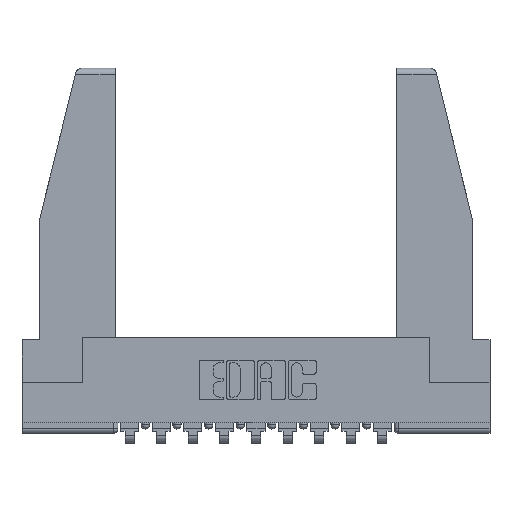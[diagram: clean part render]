
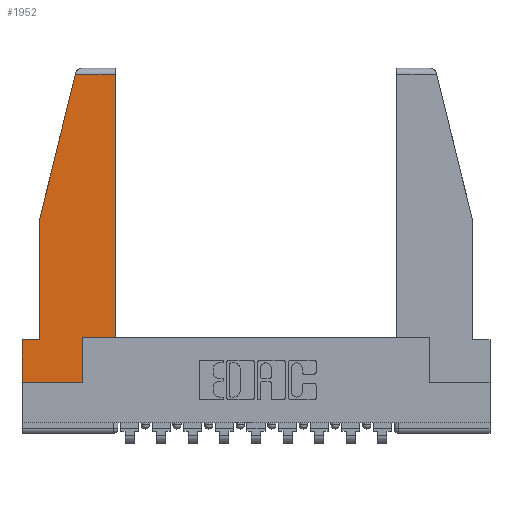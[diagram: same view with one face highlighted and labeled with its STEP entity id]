
A CAD part, top view. The second image highlights one B-rep face of the part: STEP entity #1952.
In plain terms, the highlighted planar face has unit normal (0, 0, 1).
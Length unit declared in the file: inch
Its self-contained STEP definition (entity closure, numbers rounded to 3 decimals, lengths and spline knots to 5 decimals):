
#9 = VERTEX_POINT ( 'NONE', #153 ) ;
#113 = EDGE_CURVE ( 'NONE', #12254, #12763, #5221, .T. ) ;
#153 = CARTESIAN_POINT ( 'NONE',  ( 0.086, 0.21, 0. ) ) ;
#278 = EDGE_CURVE ( 'NONE', #12763, #3728, #1692, .T. ) ;
#667 = EDGE_CURVE ( 'NONE', #9, #10415, #10773, .T. ) ;
#734 = CARTESIAN_POINT ( 'NONE',  ( 0.461, 0.223, 0. ) ) ;
#830 = LINE ( 'NONE', #12289, #11026 ) ;
#836 = DIRECTION ( 'NONE',  ( -0.239, -0.971, 0. ) ) ;
#918 = CARTESIAN_POINT ( 'NONE',  ( 0., 0., 0. ) ) ;
#1107 = EDGE_CURVE ( 'NONE', #6359, #12254, #6658, .T. ) ;
#1166 = VECTOR ( 'NONE', #11099, 39.37008 ) ;
#1273 = LINE ( 'NONE', #4521, #1774 ) ;
#1323 = EDGE_CURVE ( 'NONE', #3728, #9889, #5331, .T. ) ;
#1396 = CARTESIAN_POINT ( 'NONE',  ( 0.461, 0.223, 0. ) ) ;
#1651 = CARTESIAN_POINT ( 'NONE',  ( 0.271, 1.55, 0. ) ) ;
#1692 = LINE ( 'NONE', #1396, #1787 ) ;
#1712 = CARTESIAN_POINT ( 'NONE',  ( 0.297, 0., 0. ) ) ;
#1774 = VECTOR ( 'NONE', #11571, 39.37008 ) ;
#1787 = VECTOR ( 'NONE', #5115, 39.37008 ) ;
#1843 = ORIENTED_EDGE ( 'NONE', *, *, #5765, .T. ) ;
#1952 = ADVANCED_FACE ( 'NONE', ( #4364 ), #7026, .T. ) ;
#2358 = CARTESIAN_POINT ( 'NONE',  ( 0., 0.21, 0. ) ) ;
#2440 = CARTESIAN_POINT ( 'NONE',  ( 0.461, 1.52, 0. ) ) ;
#3244 = EDGE_LOOP ( 'NONE', ( #3299, #3577, #12745, #10023, #5487, #1843, #6593, #7016, #13628 ) ) ;
#3299 = ORIENTED_EDGE ( 'NONE', *, *, #278, .T. ) ;
#3577 = ORIENTED_EDGE ( 'NONE', *, *, #1323, .T. ) ;
#3728 = VERTEX_POINT ( 'NONE', #2440 ) ;
#4364 = FACE_OUTER_BOUND ( 'NONE', #3244, .T. ) ;
#4435 = CARTESIAN_POINT ( 'NONE',  ( 0.297, 0.223, 0. ) ) ;
#4467 = DIRECTION ( 'NONE',  ( 1., 0., 0. ) ) ;
#4521 = CARTESIAN_POINT ( 'NONE',  ( 0., 0.21, 0. ) ) ;
#5064 = VERTEX_POINT ( 'NONE', #9772 ) ;
#5075 = DIRECTION ( 'NONE',  ( 1., 0., 0. ) ) ;
#5115 = DIRECTION ( 'NONE',  ( 0., 1., 0. ) ) ;
#5221 = LINE ( 'NONE', #4435, #5433 ) ;
#5331 = LINE ( 'NONE', #13318, #13606 ) ;
#5433 = VECTOR ( 'NONE', #5075, 39.37008 ) ;
#5487 = ORIENTED_EDGE ( 'NONE', *, *, #667, .T. ) ;
#5765 = EDGE_CURVE ( 'NONE', #10415, #12578, #1273, .T. ) ;
#5957 = CARTESIAN_POINT ( 'NONE',  ( 0., 0., 0. ) ) ;
#6359 = VERTEX_POINT ( 'NONE', #7188 ) ;
#6593 = ORIENTED_EDGE ( 'NONE', *, *, #9091, .T. ) ;
#6658 = LINE ( 'NONE', #1712, #1166 ) ;
#6809 = DIRECTION ( 'NONE',  ( 0., 0., 1. ) ) ;
#6917 = AXIS2_PLACEMENT_3D ( 'NONE', #5957, #6809, #13942 ) ;
#7016 = ORIENTED_EDGE ( 'NONE', *, *, #1107, .T. ) ;
#7026 = PLANE ( 'NONE',  #6917 ) ;
#7188 = CARTESIAN_POINT ( 'NONE',  ( 0.297, 0., 0. ) ) ;
#7595 = VECTOR ( 'NONE', #836, 39.37008 ) ;
#7922 = LINE ( 'NONE', #9081, #9312 ) ;
#8459 = DIRECTION ( 'NONE',  ( -1., 0., 0. ) ) ;
#8860 = DIRECTION ( 'NONE',  ( -1., 0., 0. ) ) ;
#9081 = CARTESIAN_POINT ( 'NONE',  ( 0., 0., 0. ) ) ;
#9091 = EDGE_CURVE ( 'NONE', #12578, #6359, #7922, .T. ) ;
#9312 = VECTOR ( 'NONE', #4467, 39.37008 ) ;
#9382 = CARTESIAN_POINT ( 'NONE',  ( 0.297, 0.223, 0. ) ) ;
#9425 = EDGE_CURVE ( 'NONE', #9889, #5064, #14586, .T. ) ;
#9592 = VECTOR ( 'NONE', #8459, 39.37008 ) ;
#9772 = CARTESIAN_POINT ( 'NONE',  ( 0.086, 0.8, 0. ) ) ;
#9889 = VERTEX_POINT ( 'NONE', #14647 ) ;
#10023 = ORIENTED_EDGE ( 'NONE', *, *, #11049, .T. ) ;
#10415 = VERTEX_POINT ( 'NONE', #10937 ) ;
#10773 = LINE ( 'NONE', #2358, #9592 ) ;
#10937 = CARTESIAN_POINT ( 'NONE',  ( 0., 0.21, 0. ) ) ;
#11026 = VECTOR ( 'NONE', #12428, 39.37008 ) ;
#11049 = EDGE_CURVE ( 'NONE', #5064, #9, #830, .T. ) ;
#11099 = DIRECTION ( 'NONE',  ( 0., 1., 0. ) ) ;
#11571 = DIRECTION ( 'NONE',  ( 0., -1., 0. ) ) ;
#12254 = VERTEX_POINT ( 'NONE', #9382 ) ;
#12289 = CARTESIAN_POINT ( 'NONE',  ( 0.086, 0.8, 0. ) ) ;
#12428 = DIRECTION ( 'NONE',  ( 0., -1., 0. ) ) ;
#12578 = VERTEX_POINT ( 'NONE', #918 ) ;
#12745 = ORIENTED_EDGE ( 'NONE', *, *, #9425, .T. ) ;
#12763 = VERTEX_POINT ( 'NONE', #734 ) ;
#13318 = CARTESIAN_POINT ( 'NONE',  ( 0., 1.52, 0. ) ) ;
#13606 = VECTOR ( 'NONE', #8860, 39.37008 ) ;
#13628 = ORIENTED_EDGE ( 'NONE', *, *, #113, .T. ) ;
#13942 = DIRECTION ( 'NONE',  ( 1., 0., 0. ) ) ;
#14586 = LINE ( 'NONE', #1651, #7595 ) ;
#14647 = CARTESIAN_POINT ( 'NONE',  ( 0.2636, 1.52, 0. ) ) ;
